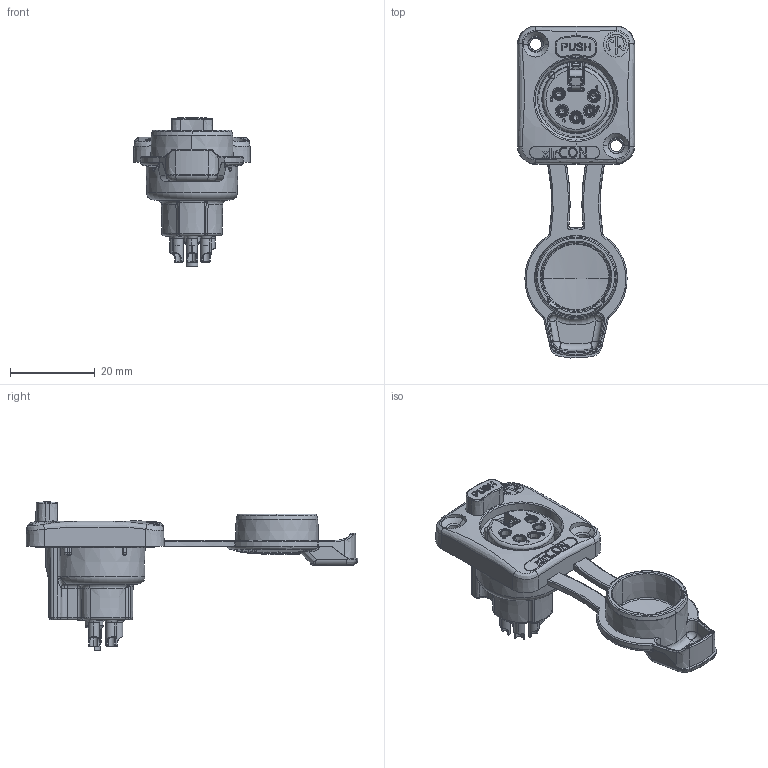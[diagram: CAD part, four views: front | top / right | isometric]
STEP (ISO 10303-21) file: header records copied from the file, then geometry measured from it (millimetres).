
FILE_DESCRIPTION((''),'2;1');
FILE_NAME('30010996','2023-09-29T11:43:45',('SYSTEM'),(''),'CREO PARAMETRIC BY PTC INC, 2021184','CREO PARAMETRIC BY PTC INC, 2021184','');
FILE_SCHEMA(('CONFIG_CONTROL_DESIGN'));
Length unit declared in the file: millimetre
Products named in the file (1): 30010996
Bounding box: 27.7 x 78.51 x 35.22 mm (x, y, z)
Volume: 10286.7 mm3; surface area: 9975.2 mm2
Topology: 1 solids, 10 shells, 1986 faces, 5759 edges, 3763 vertices
Faces by surface type: plane 532, extrusion 397, cylinder 375, bspline 281, cone 199, torus 152, sphere 50
Entity records: 89809 total; most frequent: CARTESIAN_POINT 41445, ORIENTED_EDGE 11374, DIRECTION 8079, EDGE_CURVE 5687, VERTEX_POINT 3763, AXIS2_PLACEMENT_3D 2849, B_SPLINE_CURVE_WITH_KNOTS 2559, VECTOR 2381
